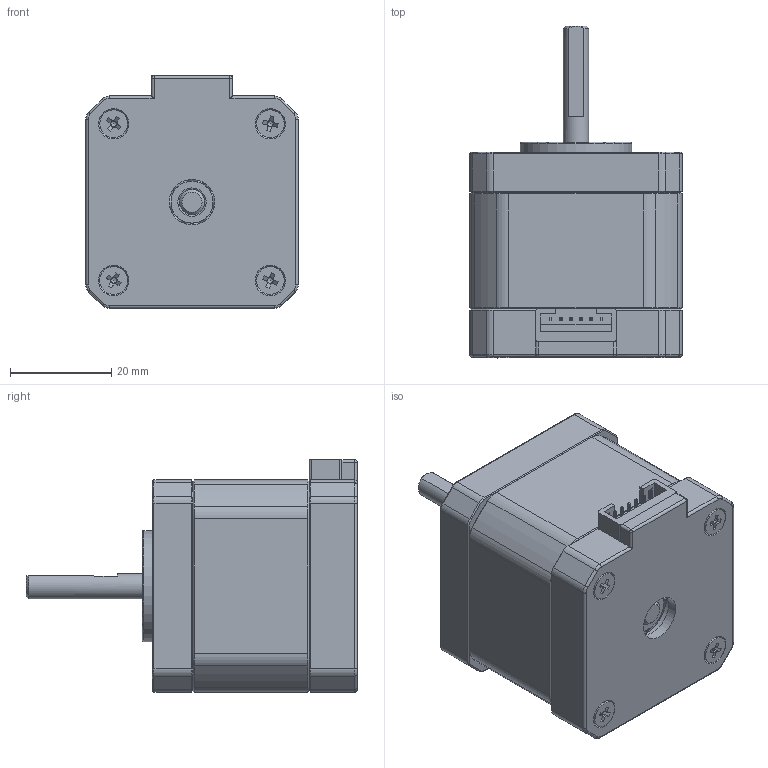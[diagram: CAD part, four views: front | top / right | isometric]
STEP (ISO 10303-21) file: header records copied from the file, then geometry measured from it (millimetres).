
FILE_DESCRIPTION(/* description */ (''),/* implementation_level */ '2;1');
FILE_NAME(/* name */ 'NEMA17 - Motor de passo.stp',/* time_stamp */ '2019-05-26T21:51:53-03:00',/* author */ ('Adebott Projetos'),/* organization */ (''),/* preprocessor_version */ 'ST-DEVELOPER v16.1',/* originating_system */ 'Autodesk Inventor 2016',/* authorisation */ '');
FILE_SCHEMA (('CONFIG_CONTROL_DESIGN'));
Length unit declared in the file: millimetre
Products named in the file (1): NEMA17 - Motor de passo
Bounding box: 42 x 65.65 x 46 mm (x, y, z)
Volume: 66717.3 mm3; surface area: 28091.6 mm2
Topology: 11 solids, 11 shells, 671 faces, 1741 edges, 1053 vertices
Faces by surface type: plane 254, cylinder 151, cone 113, sphere 90, torus 63
Full cylindrical faces by diameter (mm): 2.5 x4, 3 x4, 3.4 x4, 3.5 x4, 5 x4, 5.5 x4, 8 x2, 8.3 x4, 9 x2, 9.95 x2, 11.05 x2, 12.7 x4, 13 x1, 14 x1, 16 x4, 22 x1, 30.8 x1, 31 x1
Entity records: 23383 total; most frequent: CARTESIAN_POINT 7396, DIRECTION 3258, ORIENTED_EDGE 2990, EDGE_CURVE 1495, AXIS2_PLACEMENT_3D 1349, VERTEX_POINT 969, EDGE_LOOP 896, STYLED_ITEM 682
